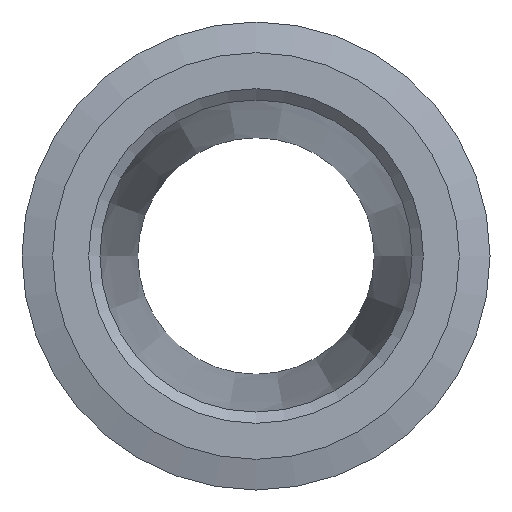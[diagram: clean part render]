
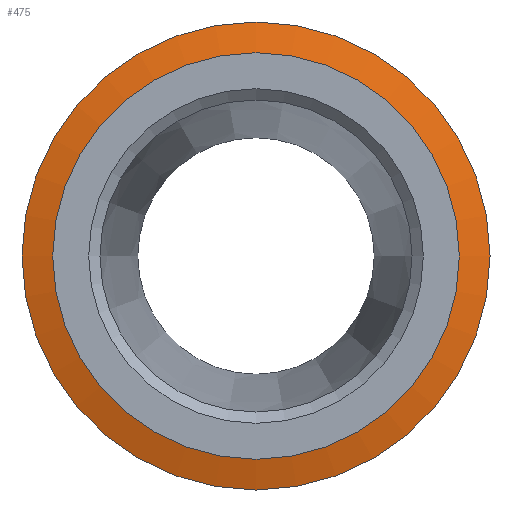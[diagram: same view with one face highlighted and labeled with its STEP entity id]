
A CAD part, left-side view. The second image highlights one B-rep face of the part: STEP entity #475.
In plain terms, the highlighted conical face has half-angle 75 degrees and reference radius 23.125 mm.
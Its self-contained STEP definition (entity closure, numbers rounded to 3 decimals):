
#51=FACE_OUTER_BOUND('',#75,.T.);
#75=EDGE_LOOP('',(#406,#407,#408,#409,#410,#411));
#93=LINE('',#885,#108);
#108=VECTOR('',#738,23.125);
#153=CIRCLE('',#560,24.75);
#154=CIRCLE('',#561,24.75);
#161=CIRCLE('',#571,21.5);
#162=CIRCLE('',#572,21.5);
#204=VERTEX_POINT('',#864);
#205=VERTEX_POINT('',#866);
#211=VERTEX_POINT('',#884);
#212=VERTEX_POINT('',#886);
#270=EDGE_CURVE('',#204,#205,#153,.T.);
#271=EDGE_CURVE('',#205,#204,#154,.T.);
#279=EDGE_CURVE('',#205,#211,#93,.T.);
#280=EDGE_CURVE('',#212,#211,#161,.T.);
#281=EDGE_CURVE('',#211,#212,#162,.T.);
#406=ORIENTED_EDGE('',*,*,#270,.F.);
#407=ORIENTED_EDGE('',*,*,#271,.F.);
#408=ORIENTED_EDGE('',*,*,#279,.T.);
#409=ORIENTED_EDGE('',*,*,#280,.F.);
#410=ORIENTED_EDGE('',*,*,#281,.F.);
#411=ORIENTED_EDGE('',*,*,#279,.F.);
#430=CONICAL_SURFACE('',#570,23.125,1.309);
#475=ADVANCED_FACE('',(#51),#430,.T.);
#560=AXIS2_PLACEMENT_3D('',#867,#715,#716);
#561=AXIS2_PLACEMENT_3D('',#868,#717,#718);
#570=AXIS2_PLACEMENT_3D('',#883,#736,#737);
#571=AXIS2_PLACEMENT_3D('',#887,#739,#740);
#572=AXIS2_PLACEMENT_3D('',#888,#741,#742);
#715=DIRECTION('center_axis',(1.,0.,0.));
#716=DIRECTION('ref_axis',(0.,-1.,0.));
#717=DIRECTION('center_axis',(1.,0.,0.));
#718=DIRECTION('ref_axis',(0.,-1.,0.));
#736=DIRECTION('center_axis',(1.,0.,0.));
#737=DIRECTION('ref_axis',(0.,1.,0.));
#738=DIRECTION('',(-0.259,0.966,0.));
#739=DIRECTION('center_axis',(-1.,0.,0.));
#740=DIRECTION('ref_axis',(0.,1.,0.));
#741=DIRECTION('center_axis',(-1.,0.,0.));
#742=DIRECTION('ref_axis',(0.,1.,0.));
#864=CARTESIAN_POINT('',(0.871,24.75,0.));
#866=CARTESIAN_POINT('',(0.871,-24.75,0.));
#867=CARTESIAN_POINT('Origin',(0.871,0.,0.));
#868=CARTESIAN_POINT('Origin',(0.871,0.,0.));
#883=CARTESIAN_POINT('Origin',(0.435,0.,0.));
#884=CARTESIAN_POINT('',(0.,-21.5,0.));
#885=CARTESIAN_POINT('',(0.435,-23.125,0.));
#886=CARTESIAN_POINT('',(0.,21.5,0.));
#887=CARTESIAN_POINT('Origin',(0.,0.,0.));
#888=CARTESIAN_POINT('Origin',(0.,0.,0.));
